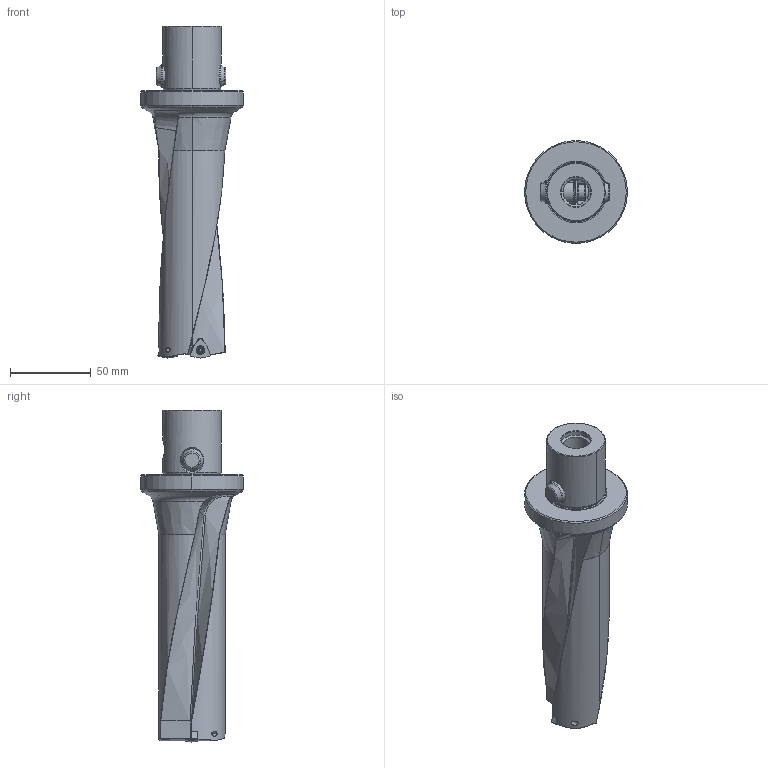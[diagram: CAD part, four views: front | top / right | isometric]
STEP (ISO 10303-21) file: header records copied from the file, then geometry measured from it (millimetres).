
FILE_DESCRIPTION(('no description'),'unknown implementation level');
FILE_NAME('6E5448DE-336E-478F-9A4F-FBD681F77003_export.stp',' ',('CIMSOURCE GmbH'),('CADClick - KiM GmbH - www.kimweb.de'),'unknown preprocess','ACIS','unknown authorization');
FILE_SCHEMA(('automotive_design'));
Length unit declared in the file: millimetre
Products named in the file (7): 336.742 Kaiser WB 42-126 X CK6|694.137 Kasier ETL M3,5 X 9,4 T10 IP 10S_Standard;NONE; 336.742 Kaiser WB 42-126 X CK6|336.742 Kaiser WB 42-126 X CK6_Standard-2;NONE; 336.742 Kaiser WB 42-126 X CK6|336.742 Kaiser WB 42-126 X CK6_Standard-1;NONE; 336.742 Kaiser WB 42-126 X CK6|336.742 Kaiser WB 42-126 X CK6_Standard;NONE; 336.742 Kaiser WB 42-126 X CK6|691.506 Kaiser ETL D14 X 43K_Standard|691.526 Mitnehmerbolzen_Standard;NONE; 336.742 Kaiser WB 42-126 X CK6|691.506 Kaiser ETL D14 X 43K_Standard|693.305 Sprengring_Standard;NONE
Bounding box: 63.5 x 63.5 x 205 mm (x, y, z)
Volume: 214354.2 mm3; surface area: 42354.4 mm2
Topology: 7 solids, 7 shells, 408 faces, 991 edges, 598 vertices
Faces by surface type: cylinder 124, plane 94, cone 76, bspline 58, torus 51, sphere 5
Entity records: 73196 total; most frequent: CARTESIAN_POINT 52595, STYLED_ITEM 1999, PRESENTATION_STYLE_ASSIGNMENT 1999, COLOUR_RGB 1999, ORIENTED_EDGE 1972, DIRECTION 1926, EDGE_CURVE 986, CURVE_STYLE 986
